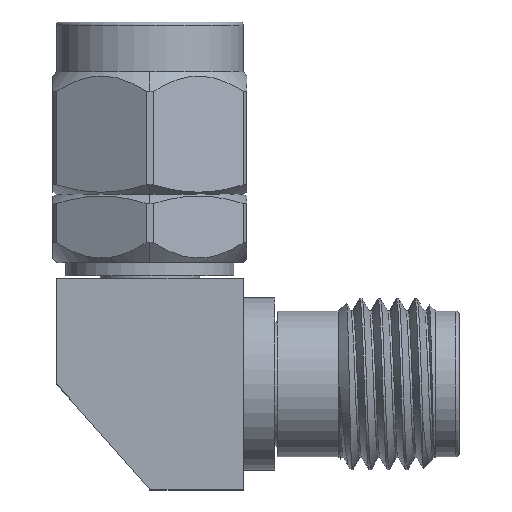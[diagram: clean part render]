
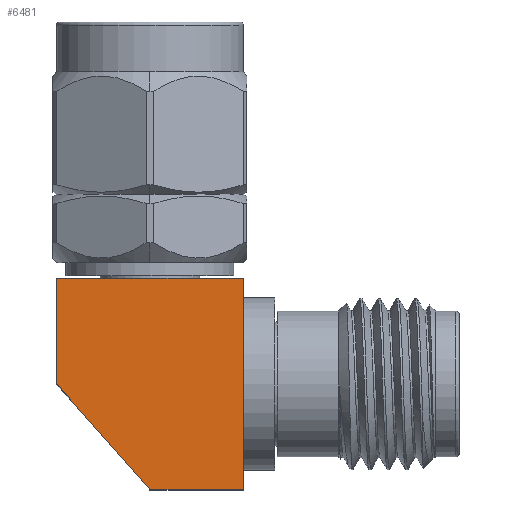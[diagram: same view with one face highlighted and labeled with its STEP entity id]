
A CAD part, top view. The second image highlights one B-rep face of the part: STEP entity #6481.
In plain terms, the highlighted planar face has unit normal (0, 0, 1).
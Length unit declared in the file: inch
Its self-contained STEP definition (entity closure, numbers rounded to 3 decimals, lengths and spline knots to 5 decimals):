
#148 = CARTESIAN_POINT ( 'NONE',  ( 0.15042, -0.17042, 0.155 ) ) ;
#252 = EDGE_CURVE ( 'NONE', #1099, #5717, #959, .T. ) ;
#310 = LINE ( 'NONE', #2477, #468 ) ;
#421 = EDGE_CURVE ( 'NONE', #5717, #2883, #3583, .T. ) ;
#468 = VECTOR ( 'NONE', #859, 39.37008 ) ;
#514 = CARTESIAN_POINT ( 'NONE',  ( 0.15042, -0.17042, 0.155 ) ) ;
#811 = EDGE_CURVE ( 'NONE', #3191, #3327, #5884, .T. ) ;
#859 = DIRECTION ( 'NONE',  ( -1., 0., 0. ) ) ;
#863 = VECTOR ( 'NONE', #1298, 39.37008 ) ;
#950 = VECTOR ( 'NONE', #1505, 39.37008 ) ;
#959 = LINE ( 'NONE', #1323, #1902 ) ;
#1018 = DIRECTION ( 'NONE',  ( 1., 0., 0. ) ) ;
#1099 = VERTEX_POINT ( 'NONE', #2887 ) ;
#1298 = DIRECTION ( 'NONE',  ( 1., 0., 0. ) ) ;
#1323 = CARTESIAN_POINT ( 'NONE',  ( -0.15042, 0.17042, 0.155 ) ) ;
#1505 = DIRECTION ( 'NONE',  ( 0.662, -0.75, 0. ) ) ;
#1529 = DIRECTION ( 'NONE',  ( 0., 1., 0. ) ) ;
#1705 = LINE ( 'NONE', #2927, #863 ) ;
#1852 = ORIENTED_EDGE ( 'NONE', *, *, #5540, .T. ) ;
#1902 = VECTOR ( 'NONE', #2443, 39.37008 ) ;
#2443 = DIRECTION ( 'NONE',  ( 0., -1., 0. ) ) ;
#2477 = CARTESIAN_POINT ( 'NONE',  ( 0.15042, 0.17042, 0.155 ) ) ;
#2693 = DIRECTION ( 'NONE',  ( 0., 0., 1. ) ) ;
#2713 = AXIS2_PLACEMENT_3D ( 'NONE', #4872, #2693, #1018 ) ;
#2863 = EDGE_CURVE ( 'NONE', #3327, #1099, #310, .T. ) ;
#2883 = VERTEX_POINT ( 'NONE', #5651 ) ;
#2887 = CARTESIAN_POINT ( 'NONE',  ( -0.15042, 0.17042, 0.155 ) ) ;
#2927 = CARTESIAN_POINT ( 'NONE',  ( 0., -0.17042, 0.155 ) ) ;
#3191 = VERTEX_POINT ( 'NONE', #148 ) ;
#3327 = VERTEX_POINT ( 'NONE', #6646 ) ;
#3379 = ORIENTED_EDGE ( 'NONE', *, *, #811, .T. ) ;
#3521 = ORIENTED_EDGE ( 'NONE', *, *, #421, .T. ) ;
#3583 = LINE ( 'NONE', #6841, #950 ) ;
#3733 = ORIENTED_EDGE ( 'NONE', *, *, #252, .T. ) ;
#3859 = ORIENTED_EDGE ( 'NONE', *, *, #2863, .T. ) ;
#4439 = EDGE_LOOP ( 'NONE', ( #3859, #3733, #3521, #1852, #3379 ) ) ;
#4618 = FACE_OUTER_BOUND ( 'NONE', #4439, .T. ) ;
#4872 = CARTESIAN_POINT ( 'NONE',  ( 0., 0., 0.155 ) ) ;
#5090 = CARTESIAN_POINT ( 'NONE',  ( -0.15042, 0., 0.155 ) ) ;
#5540 = EDGE_CURVE ( 'NONE', #2883, #3191, #1705, .T. ) ;
#5651 = CARTESIAN_POINT ( 'NONE',  ( 0., -0.17042, 0.155 ) ) ;
#5717 = VERTEX_POINT ( 'NONE', #5090 ) ;
#5853 = PLANE ( 'NONE',  #2713 ) ;
#5884 = LINE ( 'NONE', #514, #6877 ) ;
#6481 = ADVANCED_FACE ( 'NONE', ( #4618 ), #5853, .T. ) ;
#6646 = CARTESIAN_POINT ( 'NONE',  ( 0.15042, 0.17042, 0.155 ) ) ;
#6841 = CARTESIAN_POINT ( 'NONE',  ( -0.15042, 0., 0.155 ) ) ;
#6877 = VECTOR ( 'NONE', #1529, 39.37008 ) ;
